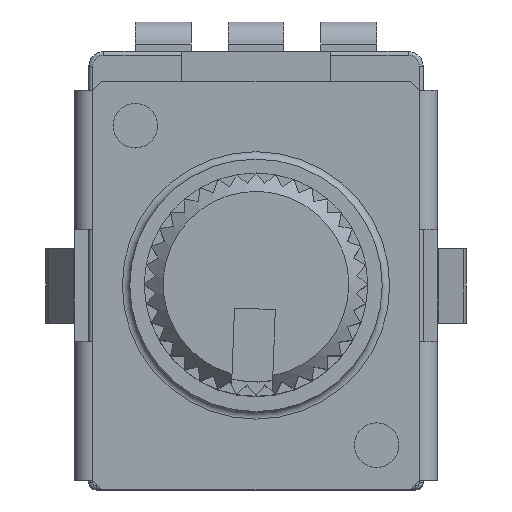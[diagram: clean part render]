
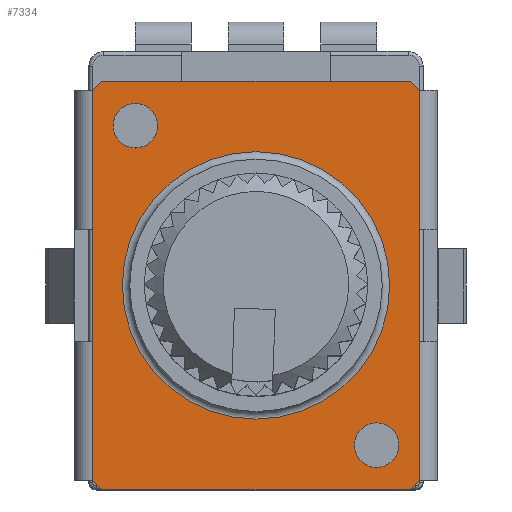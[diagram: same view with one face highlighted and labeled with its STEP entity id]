
A CAD part, top view. The second image highlights one B-rep face of the part: STEP entity #7334.
In plain terms, the highlighted planar face has unit normal (0, 0, 1).
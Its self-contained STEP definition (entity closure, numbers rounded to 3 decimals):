
#417=FACE_BOUND('',#979,.T.);
#418=FACE_BOUND('',#980,.T.);
#419=FACE_BOUND('',#981,.T.);
#523=FACE_OUTER_BOUND('',#978,.T.);
#978=EDGE_LOOP('',(#5242,#5243,#5244,#5245,#5246,#5247,#5248,#5249,#5250,
#5251,#5252,#5253));
#979=EDGE_LOOP('',(#5254));
#980=EDGE_LOOP('',(#5255));
#981=EDGE_LOOP('',(#5256));
#1416=CIRCLE('',#7869,0.6);
#1417=CIRCLE('',#7870,0.6);
#1418=CIRCLE('',#7871,3.6);
#1743=LINE('',#10985,#2480);
#1744=LINE('',#10987,#2481);
#1745=LINE('',#10989,#2482);
#1746=LINE('',#10991,#2483);
#1747=LINE('',#10993,#2484);
#1748=LINE('',#10995,#2485);
#1749=LINE('',#10997,#2486);
#1750=LINE('',#10999,#2487);
#1751=LINE('',#11001,#2488);
#1752=LINE('',#11003,#2489);
#1753=LINE('',#11005,#2490);
#1754=LINE('',#11006,#2491);
#2480=VECTOR('',#8868,1.);
#2481=VECTOR('',#8869,1.);
#2482=VECTOR('',#8870,1.);
#2483=VECTOR('',#8871,1.);
#2484=VECTOR('',#8872,1.);
#2485=VECTOR('',#8873,1.);
#2486=VECTOR('',#8874,1.);
#2487=VECTOR('',#8875,1.);
#2488=VECTOR('',#8876,1.);
#2489=VECTOR('',#8877,1.);
#2490=VECTOR('',#8878,1.);
#2491=VECTOR('',#8879,1.);
#3207=VERTEX_POINT('',#10983);
#3208=VERTEX_POINT('',#10984);
#3209=VERTEX_POINT('',#10986);
#3210=VERTEX_POINT('',#10988);
#3211=VERTEX_POINT('',#10990);
#3212=VERTEX_POINT('',#10992);
#3213=VERTEX_POINT('',#10994);
#3214=VERTEX_POINT('',#10996);
#3215=VERTEX_POINT('',#10998);
#3216=VERTEX_POINT('',#11000);
#3217=VERTEX_POINT('',#11002);
#3218=VERTEX_POINT('',#11004);
#3219=VERTEX_POINT('',#11007);
#3220=VERTEX_POINT('',#11009);
#3221=VERTEX_POINT('',#11011);
#3937=EDGE_CURVE('',#3207,#3208,#1743,.F.);
#3938=EDGE_CURVE('',#3208,#3209,#1744,.T.);
#3939=EDGE_CURVE('',#3209,#3210,#1745,.T.);
#3940=EDGE_CURVE('',#3210,#3211,#1746,.T.);
#3941=EDGE_CURVE('',#3211,#3212,#1747,.T.);
#3942=EDGE_CURVE('',#3212,#3213,#1748,.T.);
#3943=EDGE_CURVE('',#3213,#3214,#1749,.F.);
#3944=EDGE_CURVE('',#3214,#3215,#1750,.T.);
#3945=EDGE_CURVE('',#3215,#3216,#1751,.T.);
#3946=EDGE_CURVE('',#3216,#3217,#1752,.T.);
#3947=EDGE_CURVE('',#3217,#3218,#1753,.T.);
#3948=EDGE_CURVE('',#3218,#3207,#1754,.T.);
#3949=EDGE_CURVE('',#3219,#3219,#1416,.F.);
#3950=EDGE_CURVE('',#3220,#3220,#1417,.F.);
#3951=EDGE_CURVE('',#3221,#3221,#1418,.T.);
#5242=ORIENTED_EDGE('',*,*,#3937,.T.);
#5243=ORIENTED_EDGE('',*,*,#3938,.T.);
#5244=ORIENTED_EDGE('',*,*,#3939,.T.);
#5245=ORIENTED_EDGE('',*,*,#3940,.T.);
#5246=ORIENTED_EDGE('',*,*,#3941,.T.);
#5247=ORIENTED_EDGE('',*,*,#3942,.T.);
#5248=ORIENTED_EDGE('',*,*,#3943,.T.);
#5249=ORIENTED_EDGE('',*,*,#3944,.T.);
#5250=ORIENTED_EDGE('',*,*,#3945,.T.);
#5251=ORIENTED_EDGE('',*,*,#3946,.T.);
#5252=ORIENTED_EDGE('',*,*,#3947,.T.);
#5253=ORIENTED_EDGE('',*,*,#3948,.T.);
#5254=ORIENTED_EDGE('',*,*,#3949,.T.);
#5255=ORIENTED_EDGE('',*,*,#3950,.T.);
#5256=ORIENTED_EDGE('',*,*,#3951,.F.);
#6967=PLANE('',#7868);
#7334=ADVANCED_FACE('',(#523,#417,#418,#419),#6967,.T.);
#7868=AXIS2_PLACEMENT_3D('',#10982,#8866,#8867);
#7869=AXIS2_PLACEMENT_3D('',#11008,#8880,#8881);
#7870=AXIS2_PLACEMENT_3D('',#11010,#8882,#8883);
#7871=AXIS2_PLACEMENT_3D('',#11012,#8884,#8885);
#8866=DIRECTION('center_axis',(0.,0.,1.));
#8867=DIRECTION('ref_axis',(1.,0.,0.));
#8868=DIRECTION('',(0.,-1.,0.));
#8869=DIRECTION('',(0.,1.,0.));
#8870=DIRECTION('',(-0.707,0.707,0.));
#8871=DIRECTION('',(-1.,0.,0.));
#8872=DIRECTION('',(-0.707,-0.707,0.));
#8873=DIRECTION('',(0.,-1.,0.));
#8874=DIRECTION('',(0.,1.,0.));
#8875=DIRECTION('',(0.,-1.,0.));
#8876=DIRECTION('',(0.707,-0.707,0.));
#8877=DIRECTION('',(1.,0.,0.));
#8878=DIRECTION('',(0.707,0.707,0.));
#8879=DIRECTION('',(0.,1.,0.));
#8880=DIRECTION('center_axis',(0.,0.,1.));
#8881=DIRECTION('ref_axis',(1.,0.,0.));
#8882=DIRECTION('center_axis',(0.,0.,1.));
#8883=DIRECTION('ref_axis',(1.,0.,0.));
#8884=DIRECTION('center_axis',(0.,0.,1.));
#8885=DIRECTION('ref_axis',(1.,0.,0.));
#10982=CARTESIAN_POINT('Origin',(0.,0.,6.8));
#10983=CARTESIAN_POINT('',(4.4,-1.5,6.8));
#10984=CARTESIAN_POINT('',(4.4,1.5,6.8));
#10985=CARTESIAN_POINT('',(4.4,1.5,6.8));
#10986=CARTESIAN_POINT('',(4.4,5.25,6.8));
#10987=CARTESIAN_POINT('',(4.4,1.5,6.8));
#10988=CARTESIAN_POINT('',(4.15,5.5,6.8));
#10989=CARTESIAN_POINT('',(4.4,5.25,6.8));
#10990=CARTESIAN_POINT('',(-4.15,5.5,6.8));
#10991=CARTESIAN_POINT('',(4.15,5.5,6.8));
#10992=CARTESIAN_POINT('',(-4.4,5.25,6.8));
#10993=CARTESIAN_POINT('',(-4.15,5.5,6.8));
#10994=CARTESIAN_POINT('',(-4.4,1.5,6.8));
#10995=CARTESIAN_POINT('',(-4.4,5.25,6.8));
#10996=CARTESIAN_POINT('',(-4.4,-1.5,6.8));
#10997=CARTESIAN_POINT('',(-4.4,-1.5,6.8));
#10998=CARTESIAN_POINT('',(-4.4,-5.25,6.8));
#10999=CARTESIAN_POINT('',(-4.4,-1.5,6.8));
#11000=CARTESIAN_POINT('',(-4.15,-5.5,6.8));
#11001=CARTESIAN_POINT('',(-4.4,-5.25,6.8));
#11002=CARTESIAN_POINT('',(4.15,-5.5,6.8));
#11003=CARTESIAN_POINT('',(-4.15,-5.5,6.8));
#11004=CARTESIAN_POINT('',(4.4,-5.25,6.8));
#11005=CARTESIAN_POINT('',(4.15,-5.5,6.8));
#11006=CARTESIAN_POINT('',(4.4,-5.25,6.8));
#11007=CARTESIAN_POINT('',(-3.85,4.3,6.8));
#11008=CARTESIAN_POINT('Origin',(-3.25,4.3,6.8));
#11009=CARTESIAN_POINT('',(2.65,-4.3,6.8));
#11010=CARTESIAN_POINT('Origin',(3.25,-4.3,6.8));
#11011=CARTESIAN_POINT('',(-3.6,0.,6.8));
#11012=CARTESIAN_POINT('Origin',(0.,0.,6.8));
